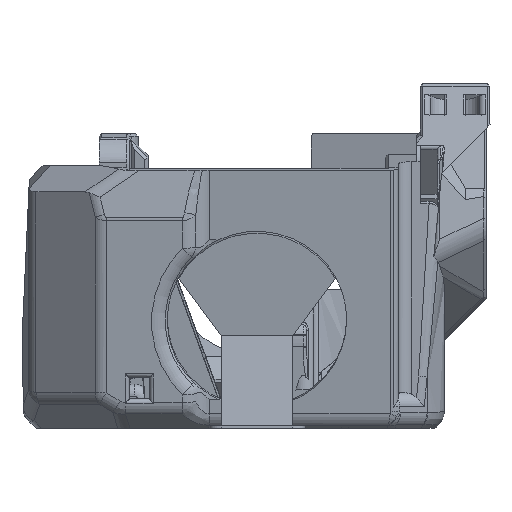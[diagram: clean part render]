
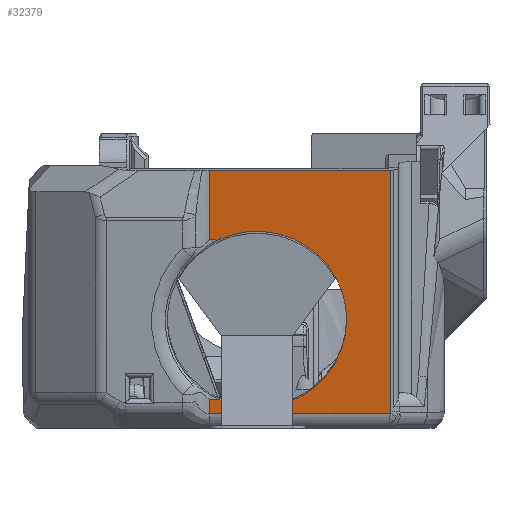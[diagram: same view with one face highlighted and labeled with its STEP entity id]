
A CAD part, left-side view. The second image highlights one B-rep face of the part: STEP entity #32379.
In plain terms, the highlighted planar face has unit normal (-0.985, 0, -0.174).
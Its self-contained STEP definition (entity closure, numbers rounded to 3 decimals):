
#561=ELLIPSE('',#34986,1.92,1.);
#1596=CIRCLE('',#34987,14.);
#2366=B_SPLINE_CURVE_WITH_KNOTS('',3,(#54815,#54816,#54817,#54818),
 .UNSPECIFIED.,.F.,.F.,(4,4),(0.,0.001),.UNSPECIFIED.);
#2374=B_SPLINE_CURVE_WITH_KNOTS('',3,(#54967,#54968,#54969,#54970),
 .UNSPECIFIED.,.F.,.F.,(4,4),(0.,0.001),.UNSPECIFIED.);
#7573=ORIENTED_EDGE('',*,*,#15422,.T.);
#7574=ORIENTED_EDGE('',*,*,#15488,.T.);
#7575=ORIENTED_EDGE('',*,*,#15486,.F.);
#7576=ORIENTED_EDGE('',*,*,#15489,.F.);
#7577=ORIENTED_EDGE('',*,*,#15490,.T.);
#7578=ORIENTED_EDGE('',*,*,#15491,.T.);
#7579=ORIENTED_EDGE('',*,*,#15492,.T.);
#7580=ORIENTED_EDGE('',*,*,#15425,.T.);
#7581=ORIENTED_EDGE('',*,*,#15423,.T.);
#15422=EDGE_CURVE('',#19488,#19560,#22333,.T.);
#15423=EDGE_CURVE('',#19561,#19488,#22334,.F.);
#15425=EDGE_CURVE('',#19562,#19561,#2366,.T.);
#15486=EDGE_CURVE('',#19603,#19604,#22378,.F.);
#15488=EDGE_CURVE('',#19560,#19604,#561,.F.);
#15489=EDGE_CURVE('',#19605,#19603,#22379,.T.);
#15490=EDGE_CURVE('',#19605,#19606,#22380,.F.);
#15491=EDGE_CURVE('',#19606,#19607,#2374,.F.);
#15492=EDGE_CURVE('',#19607,#19562,#1596,.T.);
#19488=VERTEX_POINT('',#54532);
#19560=VERTEX_POINT('',#54782);
#19561=VERTEX_POINT('',#54786);
#19562=VERTEX_POINT('',#54819);
#19603=VERTEX_POINT('',#54957);
#19604=VERTEX_POINT('',#54959);
#19605=VERTEX_POINT('',#54964);
#19606=VERTEX_POINT('',#54966);
#19607=VERTEX_POINT('',#54971);
#22333=LINE('',#54783,#25238);
#22334=LINE('',#54785,#25239);
#22378=LINE('',#54958,#25283);
#22379=LINE('',#54963,#25284);
#22380=LINE('',#54965,#25285);
#25238=VECTOR('',#40600,1000.);
#25239=VECTOR('',#40603,1000.);
#25283=VECTOR('',#40695,1000.);
#25284=VECTOR('',#40702,1000.);
#25285=VECTOR('',#40703,1000.);
#27373=EDGE_LOOP('',(#7573,#7574,#7575,#7576,#7577,#7578,#7579,#7580,#7581));
#29375=FACE_BOUND('',#27373,.T.);
#30999=PLANE('',#34985);
#32379=ADVANCED_FACE('',(#29375),#30999,.F.);
#34985=AXIS2_PLACEMENT_3D('',#54961,#40698,#40699);
#34986=AXIS2_PLACEMENT_3D('',#54962,#40700,#40701);
#34987=AXIS2_PLACEMENT_3D('',#54972,#40704,#40705);
#40600=DIRECTION('',(0.,-1.,0.));
#40603=DIRECTION('',(-0.174,0.,0.985));
#40695=DIRECTION('',(-0.174,0.,0.985));
#40698=DIRECTION('',(0.985,0.,0.174));
#40699=DIRECTION('',(-0.174,0.,0.985));
#40700=DIRECTION('',(0.985,0.,0.174));
#40701=DIRECTION('',(0.126,-0.686,-0.716));
#40702=DIRECTION('',(0.,-1.,0.));
#40703=DIRECTION('',(-0.174,0.,0.985));
#40704=DIRECTION('',(0.985,0.,0.174));
#40705=DIRECTION('',(-0.174,0.,0.985));
#54532=CARTESIAN_POINT('',(-27.864,12.27,2.262));
#54782=CARTESIAN_POINT('',(-27.864,-15.951,2.262));
#54783=CARTESIAN_POINT('',(-27.864,-14.655,2.262));
#54785=CARTESIAN_POINT('',(-31.185,12.27,21.099));
#54786=CARTESIAN_POINT('',(-28.255,12.27,4.482));
#54815=CARTESIAN_POINT('',(-28.27,10.952,4.562));
#54816=CARTESIAN_POINT('',(-28.27,11.393,4.564));
#54817=CARTESIAN_POINT('',(-28.265,11.833,4.537));
#54818=CARTESIAN_POINT('',(-28.255,12.27,4.482));
#54819=CARTESIAN_POINT('',(-28.27,10.952,4.562));
#54957=CARTESIAN_POINT('',(-34.572,-16.002,40.304));
#54958=CARTESIAN_POINT('',(-7.663,-16.002,-112.301));
#54959=CARTESIAN_POINT('',(-27.916,-16.002,2.558));
#54961=CARTESIAN_POINT('',(-31.185,24.853,21.099));
#54962=CARTESIAN_POINT('',(-28.071,-14.497,3.435));
#54963=CARTESIAN_POINT('',(-34.572,24.853,40.304));
#54964=CARTESIAN_POINT('',(-34.572,12.27,40.304));
#54965=CARTESIAN_POINT('',(-31.185,12.27,21.099));
#54966=CARTESIAN_POINT('',(-32.66,12.27,29.463));
#54967=CARTESIAN_POINT('',(-32.646,10.952,29.383));
#54968=CARTESIAN_POINT('',(-32.646,11.393,29.381));
#54969=CARTESIAN_POINT('',(-32.651,11.833,29.409));
#54970=CARTESIAN_POINT('',(-32.66,12.27,29.463));
#54971=CARTESIAN_POINT('',(-32.646,10.952,29.383));
#54972=CARTESIAN_POINT('',(-30.458,4.853,16.973));
